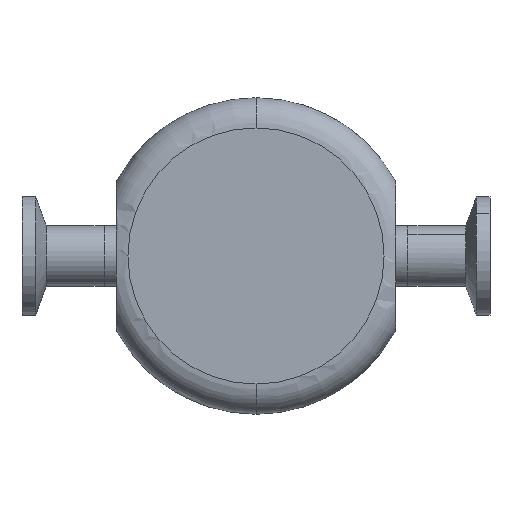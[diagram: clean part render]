
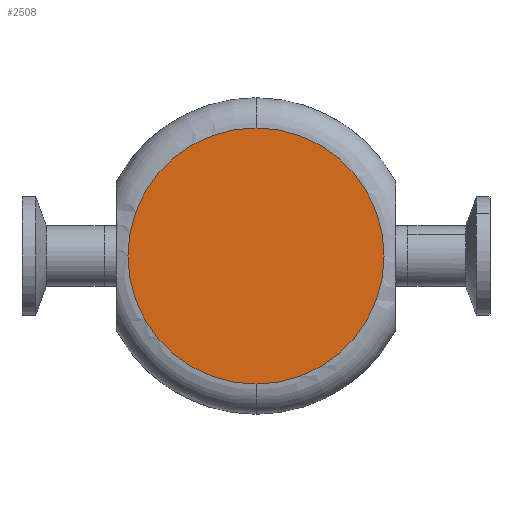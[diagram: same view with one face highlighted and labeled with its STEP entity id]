
A CAD part, front view. The second image highlights one B-rep face of the part: STEP entity #2508.
In plain terms, the highlighted planar face has unit normal (0, -1, 0).
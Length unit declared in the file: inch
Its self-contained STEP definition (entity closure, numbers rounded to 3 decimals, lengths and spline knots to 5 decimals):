
#301 = DIRECTION ( 'NONE',  ( 0., -1., 0. ) ) ;
#304 = DIRECTION ( 'NONE',  ( 0., -1., 0. ) ) ;
#316 = DIRECTION ( 'NONE',  ( 0., -1., 0. ) ) ;
#724 = EDGE_CURVE ( 'NONE', #1992, #2326, #944, .T. ) ;
#911 = DIRECTION ( 'NONE',  ( 0., 0., -1. ) ) ;
#927 = CARTESIAN_POINT ( 'NONE',  ( 0., -0.8375, 0. ) ) ;
#944 = CIRCLE ( 'NONE', #3251, 1.06 ) ;
#1091 = ORIENTED_EDGE ( 'NONE', *, *, #724, .T. ) ;
#1174 = FACE_OUTER_BOUND ( 'NONE', #2501, .T. ) ;
#1224 = ORIENTED_EDGE ( 'NONE', *, *, #2332, .T. ) ;
#1373 = CIRCLE ( 'NONE', #3086, 1.06 ) ;
#1698 = CARTESIAN_POINT ( 'NONE',  ( 0., -0.8375, -1.06 ) ) ;
#1874 = AXIS2_PLACEMENT_3D ( 'NONE', #2182, #316, #911 ) ;
#1992 = VERTEX_POINT ( 'NONE', #2016 ) ;
#2016 = CARTESIAN_POINT ( 'NONE',  ( 0., -0.8375, 1.06 ) ) ;
#2086 = DIRECTION ( 'NONE',  ( 0., 0., -1. ) ) ;
#2182 = CARTESIAN_POINT ( 'NONE',  ( 0., -0.8375, 0. ) ) ;
#2326 = VERTEX_POINT ( 'NONE', #1698 ) ;
#2332 = EDGE_CURVE ( 'NONE', #2326, #1992, #1373, .T. ) ;
#2501 = EDGE_LOOP ( 'NONE', ( #1224, #1091 ) ) ;
#2508 = ADVANCED_FACE ( 'NONE', ( #1174 ), #2724, .T. ) ;
#2630 = CARTESIAN_POINT ( 'NONE',  ( 0., -0.8375, 0. ) ) ;
#2724 = PLANE ( 'NONE',  #1874 ) ;
#2757 = DIRECTION ( 'NONE',  ( 0., 0., -1. ) ) ;
#3086 = AXIS2_PLACEMENT_3D ( 'NONE', #927, #304, #2757 ) ;
#3251 = AXIS2_PLACEMENT_3D ( 'NONE', #2630, #301, #2086 ) ;
